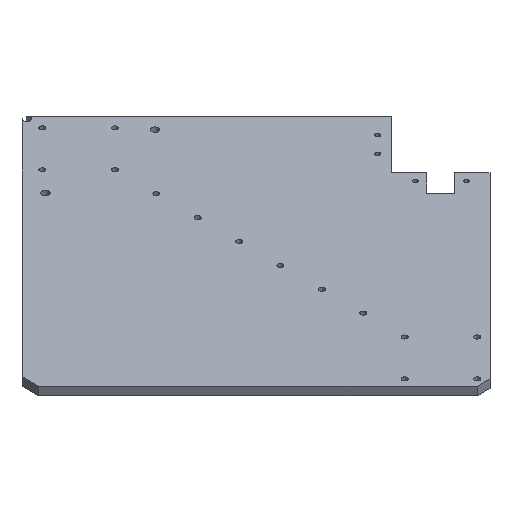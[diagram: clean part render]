
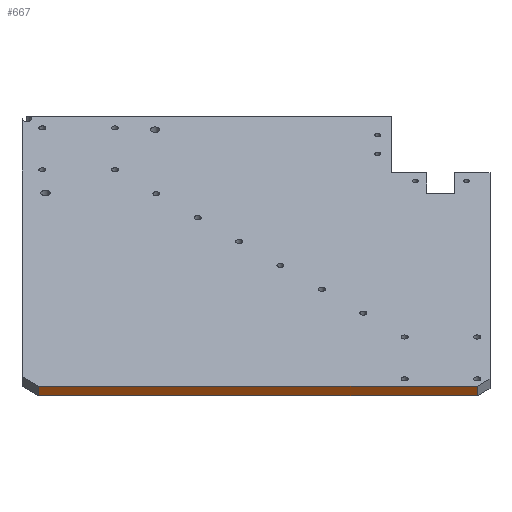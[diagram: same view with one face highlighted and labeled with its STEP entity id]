
A CAD part, isometric view. The second image highlights one B-rep face of the part: STEP entity #667.
In plain terms, the highlighted planar face has unit normal (-0.707, -0.707, 0).
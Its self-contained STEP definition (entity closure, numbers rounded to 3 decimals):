
#22=PLANE('',#717);
#40=LINE('',#1001,#77);
#42=LINE('',#1005,#79);
#43=LINE('',#1007,#80);
#44=LINE('',#1009,#81);
#77=VECTOR('',#807,1000.);
#79=VECTOR('',#811,1000.);
#80=VECTOR('',#812,1000.);
#81=VECTOR('',#813,1000.);
#120=ORIENTED_EDGE('',*,*,#276,.F.);
#121=ORIENTED_EDGE('',*,*,#277,.F.);
#122=ORIENTED_EDGE('',*,*,#278,.T.);
#123=ORIENTED_EDGE('',*,*,#274,.T.);
#274=EDGE_CURVE('',#352,#351,#40,.T.);
#276=EDGE_CURVE('',#353,#351,#42,.T.);
#277=EDGE_CURVE('',#354,#353,#43,.T.);
#278=EDGE_CURVE('',#354,#352,#44,.T.);
#351=VERTEX_POINT('',#1000);
#352=VERTEX_POINT('',#1002);
#353=VERTEX_POINT('',#1006);
#354=VERTEX_POINT('',#1008);
#456=EDGE_LOOP('',(#120,#121,#122,#123));
#551=FACE_BOUND('',#456,.T.);
#667=ADVANCED_FACE('',(#551),#22,.T.);
#717=AXIS2_PLACEMENT_3D('',#1004,#809,#810);
#807=DIRECTION('',(0.,0.,-1.));
#809=DIRECTION('',(-0.707,-0.707,0.));
#810=DIRECTION('',(0.707,-0.707,0.));
#811=DIRECTION('',(-0.707,0.707,0.));
#812=DIRECTION('',(0.,0.,-1.));
#813=DIRECTION('',(-0.707,0.707,0.));
#1000=CARTESIAN_POINT('',(-277.802,-5.04,0.));
#1001=CARTESIAN_POINT('',(-277.802,-5.04,5.));
#1002=CARTESIAN_POINT('',(-277.802,-5.04,5.));
#1004=CARTESIAN_POINT('',(-141.421,-141.421,5.));
#1005=CARTESIAN_POINT('',(-141.421,-141.421,0.));
#1006=CARTESIAN_POINT('',(-145.31,-137.532,0.));
#1007=CARTESIAN_POINT('',(-145.31,-137.532,5.));
#1008=CARTESIAN_POINT('',(-145.31,-137.532,5.));
#1009=CARTESIAN_POINT('',(-141.421,-141.421,5.));
